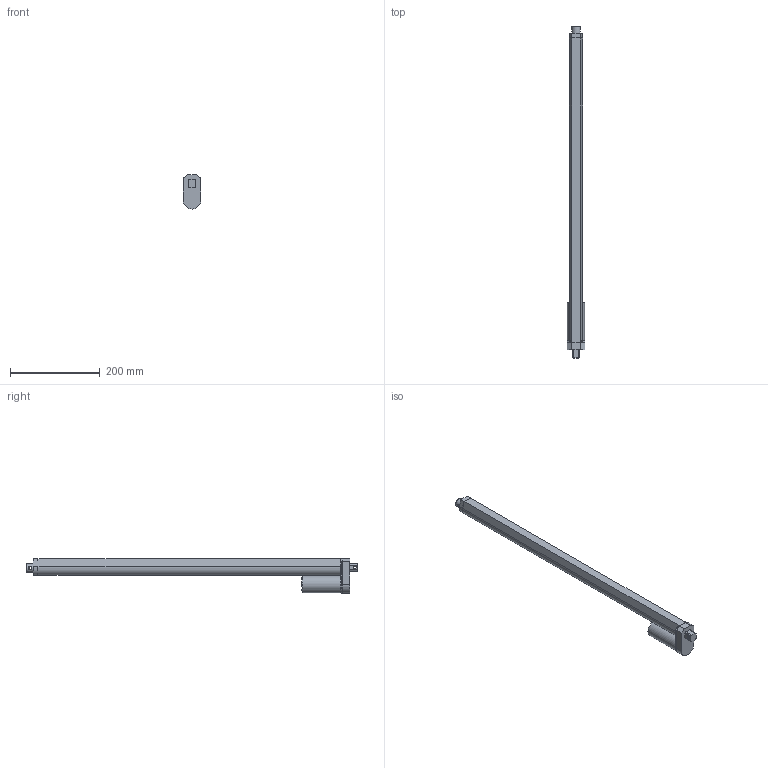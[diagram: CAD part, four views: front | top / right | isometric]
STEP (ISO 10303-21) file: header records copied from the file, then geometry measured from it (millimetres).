
FILE_DESCRIPTION(('FreeCAD Model'),'2;1');
FILE_NAME('FA-150-S-12-24.step','2016-05-24T08:58:57',('Technical Support'),( 'Firgelli Automations Inc'),'Open CASCADE STEP processor 6.8', 'FreeCAD','Unknown');
FILE_SCHEMA(('AUTOMOTIVE_DESIGN_CC2 { 1 2 10303 214 -1 1 5 4 }'));
Length unit declared in the file: millimetre
Products named in the file (1): FA-XXX-S-12-24
Bounding box: 39.88 x 740.74 x 76.2 mm (x, y, z)
Volume: 773759.9 mm3; surface area: 98783.2 mm2
Topology: 1 solids, 1 shells, 75 faces, 205 edges, 143 vertices
Faces by surface type: plane 49, cylinder 24, bspline 2
Full cylindrical faces by diameter (mm): 3.175 x2, 6.35 x2, 12.7 x1, 19.05 x1, 19.812 x1, 38.1 x1, 38.608 x1
Entity records: 8990 total; most frequent: CARTESIAN_POINT 4511, DIRECTION 670, ORIENTED_EDGE 410, PCURVE 410, DEFINITIONAL_REPRESENTATION 410, LINE 395, VECTOR 395, EDGE_CURVE 205
